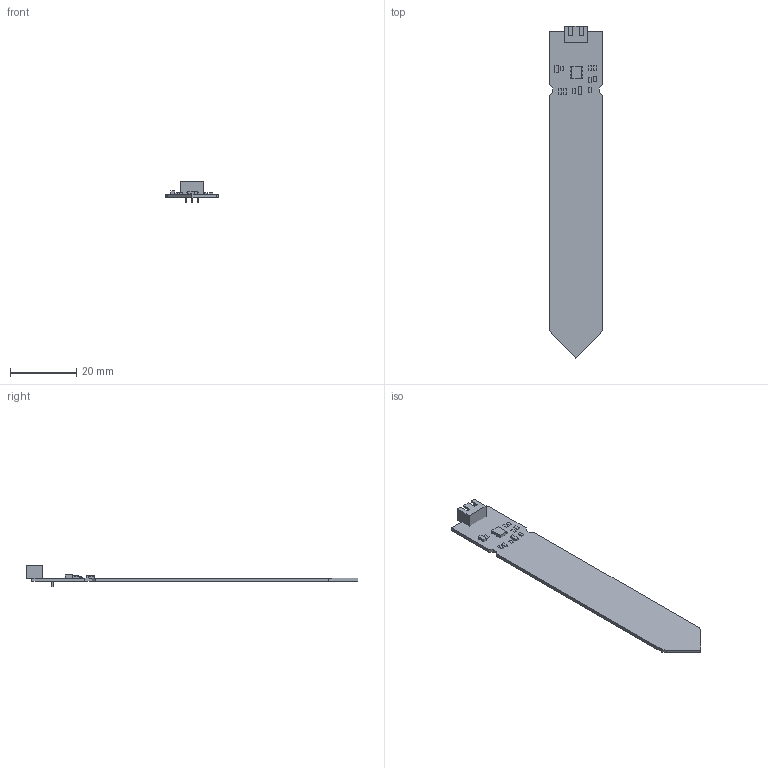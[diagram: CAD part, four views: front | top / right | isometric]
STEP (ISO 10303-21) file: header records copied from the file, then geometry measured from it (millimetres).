
FILE_DESCRIPTION(/* description */ ('STEP AP214'),/* implementation_level */ '2;1');
FILE_NAME(/* name */ 'Capacative Soil Moisture Sensor.stp',/* time_stamp */ '2023-02-20T21:35:19+03:00',/* author */ ('Tasya'),/* organization */ (''),/* preprocessor_version */ 'ST-DEVELOPER v18.1',/* originating_system */ 'Autodesk Inventor 2021',/* authorisation */ '');
FILE_SCHEMA (('AUTOMOTIVE_DESIGN { 1 0 10303 214 3 1 1 }'));
Length unit declared in the file: millimetre
Products named in the file (1): Capacative Soil Moisture Sensor
Bounding box: 16 x 100.45 x 6.62 mm (x, y, z)
Volume: 1610.1 mm3; surface area: 3603.5 mm2
Topology: 25 solids, 25 shells, 173 faces, 369 edges, 246 vertices
Faces by surface type: plane 171, cylinder 2
Entity records: 4678 total; most frequent: CARTESIAN_POINT 789, ORIENTED_EDGE 738, DIRECTION 721, EDGE_CURVE 369, LINE 365, VECTOR 365, VERTEX_POINT 246, AXIS2_PLACEMENT_3D 178
